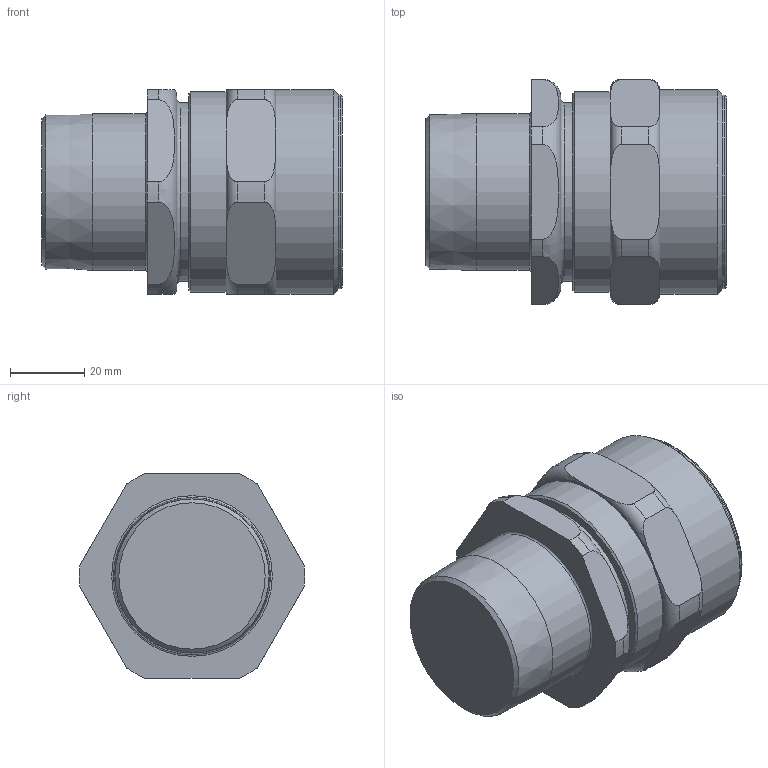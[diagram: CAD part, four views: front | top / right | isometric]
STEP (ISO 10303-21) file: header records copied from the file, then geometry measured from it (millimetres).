
FILE_DESCRIPTION(/* description */ (''),/* implementation_level */ '2;1');
FILE_NAME(/* name */ '150 RAC X C2_1_1_4_NPT.stp',/* time_stamp */ '2021-04-25T20:47:13+05:00',/* author */ ('vinaykumark'),/* organization */ (''),/* preprocessor_version */ 'ST-DEVELOPER v18',/* originating_system */ 'Autodesk Inventor 2020',/* authorisation */ '');
FILE_SCHEMA (('AUTOMOTIVE_DESIGN { 1 0 10303 214 3 1 1 }'));
Length unit declared in the file: inch
Products named in the file (1): 150 RAC X C2_1_1_4_NPT
Bounding box: 80.67 x 60.57 x 55 mm (x, y, z)
Volume: 234799.1 mm3; surface area: 39555.5 mm2
Topology: 6 solids, 6 shells, 137 faces, 407 edges, 284 vertices
Faces by surface type: torus 41, cylinder 36, cone 30, plane 26, sphere 4
Full cylindrical faces by diameter (mm): 0.8 x12, 32.5 x1, 41.45 x1, 42.16 x1, 46.9 x1, 47.6 x3, 47.9 x1, 50.8 x1, 52.11 x1, 53.95 x1, 54.87 x1
Entity records: 5356 total; most frequent: CARTESIAN_POINT 1255, DIRECTION 956, ORIENTED_EDGE 798, AXIS2_PLACEMENT_3D 436, EDGE_CURVE 399, CIRCLE 298, VERTEX_POINT 280, EDGE_LOOP 143
